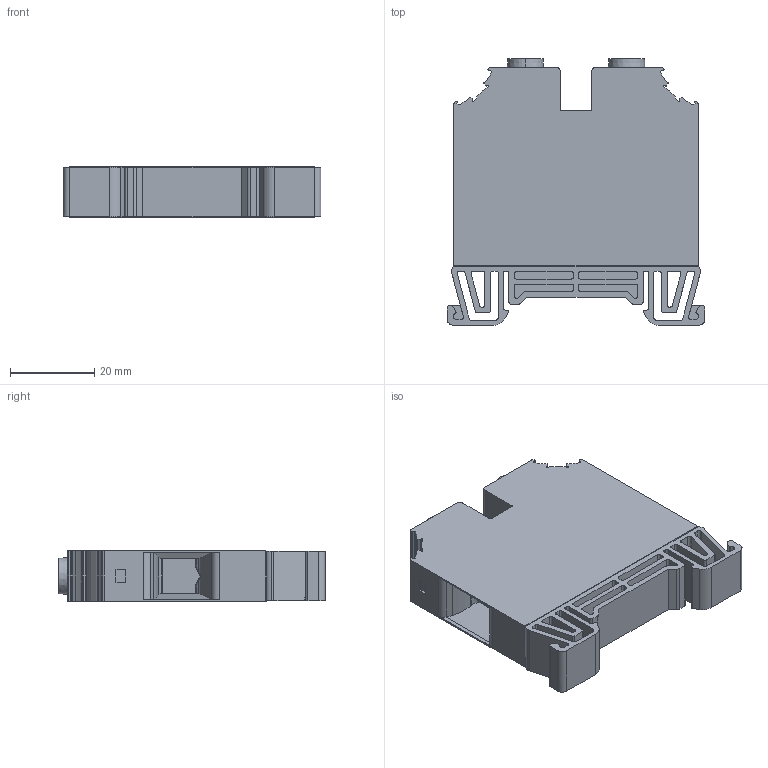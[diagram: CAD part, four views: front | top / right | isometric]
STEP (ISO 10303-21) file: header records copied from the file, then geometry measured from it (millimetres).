
FILE_DESCRIPTION (( 'STEP AP203' ), '1' );
FILE_NAME ('MRK 16.STEP', '2020-03-18T05:56:12', ( '' ), ( '' ), 'SwSTEP 2.0', 'SolidWorks 2011', '' );
FILE_SCHEMA (( 'CONFIG_CONTROL_DESIGN' ));
Length unit declared in the file: millimetre
Products named in the file (1): MRK 16
Bounding box: 61.2 x 63.2 x 12 mm (x, y, z)
Volume: 32046.9 mm3; surface area: 14791.2 mm2
Topology: 1 solids, 1 shells, 386 faces, 1119 edges, 752 vertices
Faces by surface type: plane 193, cylinder 181, bspline 8, cone 4
Entity records: 14512 total; most frequent: CARTESIAN_POINT 5036, ORIENTED_EDGE 2238, DIRECTION 1531, EDGE_CURVE 1119, VERTEX_POINT 752, LINE 585, VECTOR 585, AXIS2_PLACEMENT_3D 473
